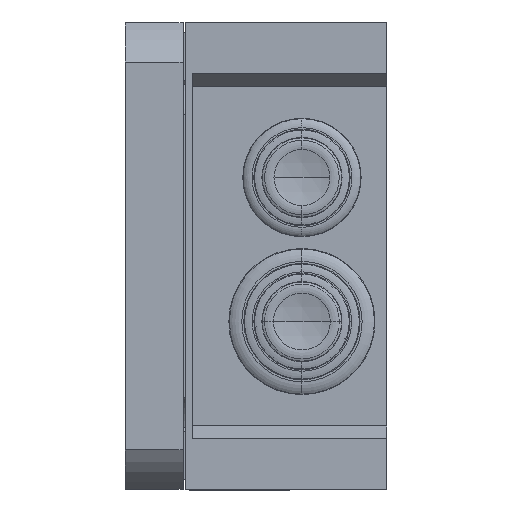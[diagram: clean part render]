
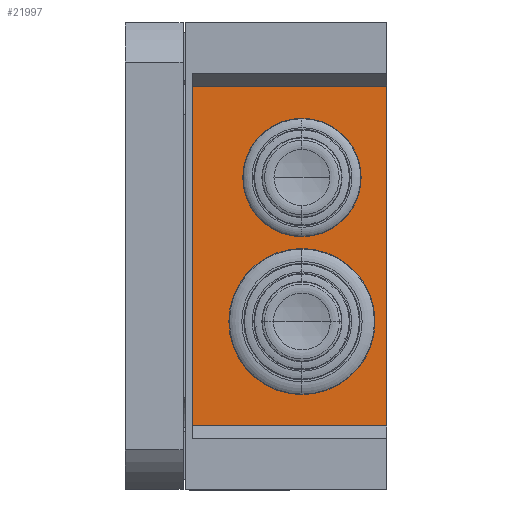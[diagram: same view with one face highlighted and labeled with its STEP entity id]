
A CAD part, left-side view. The second image highlights one B-rep face of the part: STEP entity #21997.
In plain terms, the highlighted planar face has unit normal (-1, 0, 0).
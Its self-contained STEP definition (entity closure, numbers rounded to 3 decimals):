
#770 = EDGE_CURVE ( 'NONE', #21656, #15280, #12830, .T. ) ;
#784 = FACE_OUTER_BOUND ( 'NONE', #20947, .T. ) ;
#897 = DIRECTION ( 'NONE',  ( 0., -1., 0. ) ) ;
#1035 = CARTESIAN_POINT ( 'NONE',  ( -69.892, 48.35, 42.347 ) ) ;
#1115 = DIRECTION ( 'NONE',  ( 1., 0., 0. ) ) ;
#1756 = AXIS2_PLACEMENT_3D ( 'NONE', #18123, #16373, #19880 ) ;
#3505 = VERTEX_POINT ( 'NONE', #21173 ) ;
#3743 = AXIS2_PLACEMENT_3D ( 'NONE', #18575, #8195, #20328 ) ;
#4379 = VECTOR ( 'NONE', #15996, 1000. ) ;
#4417 = CIRCLE ( 'NONE', #3743, 16.1 ) ;
#4936 = CIRCLE ( 'NONE', #22194, 12.6 ) ;
#5251 = EDGE_CURVE ( 'NONE', #5560, #3505, #13072, .T. ) ;
#5560 = VERTEX_POINT ( 'NONE', #11568 ) ;
#5665 = DIRECTION ( 'NONE',  ( 1., 0., 0. ) ) ;
#5792 = LINE ( 'NONE', #1035, #14443 ) ;
#5832 = CARTESIAN_POINT ( 'NONE',  ( -69.892, 0., -42.347 ) ) ;
#6071 = ORIENTED_EDGE ( 'NONE', *, *, #6200, .T. ) ;
#6200 = EDGE_CURVE ( 'NONE', #5560, #21656, #11969, .T. ) ;
#6988 = CARTESIAN_POINT ( 'NONE',  ( -69.892, 21.13, -32.44 ) ) ;
#7156 = DIRECTION ( 'NONE',  ( 0., 0., 1. ) ) ;
#7858 = ORIENTED_EDGE ( 'NONE', *, *, #770, .T. ) ;
#7876 = CARTESIAN_POINT ( 'NONE',  ( -69.892, 48.35, 42.347 ) ) ;
#7985 = EDGE_LOOP ( 'NONE', ( #20779, #20066 ) ) ;
#8195 = DIRECTION ( 'NONE',  ( 1., 0., 0. ) ) ;
#8357 = EDGE_CURVE ( 'NONE', #9597, #11997, #21753, .T. ) ;
#9223 = CARTESIAN_POINT ( 'NONE',  ( -69.892, 21.13, 32.16 ) ) ;
#9597 = VERTEX_POINT ( 'NONE', #19092 ) ;
#10004 = FACE_BOUND ( 'NONE', #20487, .T. ) ;
#10324 = CARTESIAN_POINT ( 'NONE',  ( -69.892, 21.13, -0.24 ) ) ;
#10789 = CARTESIAN_POINT ( 'NONE',  ( -69.892, 0., 42.347 ) ) ;
#10930 = ORIENTED_EDGE ( 'NONE', *, *, #20684, .T. ) ;
#11367 = DIRECTION ( 'NONE',  ( 0., 0., -1. ) ) ;
#11497 = CARTESIAN_POINT ( 'NONE',  ( -69.892, 21.13, -16.34 ) ) ;
#11568 = CARTESIAN_POINT ( 'NONE',  ( -69.892, 48.35, -42.347 ) ) ;
#11969 = LINE ( 'NONE', #22014, #21201 ) ;
#11997 = VERTEX_POINT ( 'NONE', #9223 ) ;
#12134 = EDGE_CURVE ( 'NONE', #3505, #15280, #5792, .T. ) ;
#12405 = AXIS2_PLACEMENT_3D ( 'NONE', #11497, #1115, #13224 ) ;
#12830 = LINE ( 'NONE', #10789, #4379 ) ;
#12975 = VERTEX_POINT ( 'NONE', #6988 ) ;
#13072 = LINE ( 'NONE', #13677, #21770 ) ;
#13224 = DIRECTION ( 'NONE',  ( 0., 0., -1. ) ) ;
#13677 = CARTESIAN_POINT ( 'NONE',  ( -69.892, 48.35, 42.347 ) ) ;
#14443 = VECTOR ( 'NONE', #897, 1000. ) ;
#15088 = VERTEX_POINT ( 'NONE', #10324 ) ;
#15280 = VERTEX_POINT ( 'NONE', #17872 ) ;
#15425 = CIRCLE ( 'NONE', #12405, 16.1 ) ;
#15628 = ORIENTED_EDGE ( 'NONE', *, *, #5251, .F. ) ;
#15828 = ORIENTED_EDGE ( 'NONE', *, *, #12134, .F. ) ;
#15996 = DIRECTION ( 'NONE',  ( 0., 0., 1. ) ) ;
#16021 = CARTESIAN_POINT ( 'NONE',  ( -69.892, 21.13, 19.56 ) ) ;
#16105 = EDGE_CURVE ( 'NONE', #15088, #12975, #15425, .T. ) ;
#16373 = DIRECTION ( 'NONE',  ( 1., 0., 0. ) ) ;
#17773 = DIRECTION ( 'NONE',  ( 0., 0., -1. ) ) ;
#17872 = CARTESIAN_POINT ( 'NONE',  ( -69.892, 0., 42.347 ) ) ;
#18123 = CARTESIAN_POINT ( 'NONE',  ( -69.892, 21.13, 19.56 ) ) ;
#18260 = PLANE ( 'NONE',  #18874 ) ;
#18575 = CARTESIAN_POINT ( 'NONE',  ( -69.892, 21.13, -16.34 ) ) ;
#18676 = FACE_BOUND ( 'NONE', #7985, .T. ) ;
#18874 = AXIS2_PLACEMENT_3D ( 'NONE', #7876, #21768, #11367 ) ;
#19092 = CARTESIAN_POINT ( 'NONE',  ( -69.892, 21.13, 6.96 ) ) ;
#19793 = EDGE_CURVE ( 'NONE', #12975, #15088, #4417, .T. ) ;
#19880 = DIRECTION ( 'NONE',  ( 0., 0., -1. ) ) ;
#20066 = ORIENTED_EDGE ( 'NONE', *, *, #19793, .T. ) ;
#20328 = DIRECTION ( 'NONE',  ( 0., 0., -1. ) ) ;
#20348 = DIRECTION ( 'NONE',  ( 0., -1., 0. ) ) ;
#20487 = EDGE_LOOP ( 'NONE', ( #10930, #22205 ) ) ;
#20684 = EDGE_CURVE ( 'NONE', #11997, #9597, #4936, .T. ) ;
#20779 = ORIENTED_EDGE ( 'NONE', *, *, #16105, .T. ) ;
#20947 = EDGE_LOOP ( 'NONE', ( #7858, #15828, #15628, #6071 ) ) ;
#21173 = CARTESIAN_POINT ( 'NONE',  ( -69.892, 48.35, 42.347 ) ) ;
#21201 = VECTOR ( 'NONE', #20348, 1000. ) ;
#21656 = VERTEX_POINT ( 'NONE', #5832 ) ;
#21753 = CIRCLE ( 'NONE', #1756, 12.6 ) ;
#21768 = DIRECTION ( 'NONE',  ( 1., 0., 0. ) ) ;
#21770 = VECTOR ( 'NONE', #7156, 1000. ) ;
#21997 = ADVANCED_FACE ( 'NONE', ( #784, #10004, #18676 ), #18260, .F. ) ;
#22014 = CARTESIAN_POINT ( 'NONE',  ( -69.892, 48.35, -42.347 ) ) ;
#22194 = AXIS2_PLACEMENT_3D ( 'NONE', #16021, #5665, #17773 ) ;
#22205 = ORIENTED_EDGE ( 'NONE', *, *, #8357, .T. ) ;
